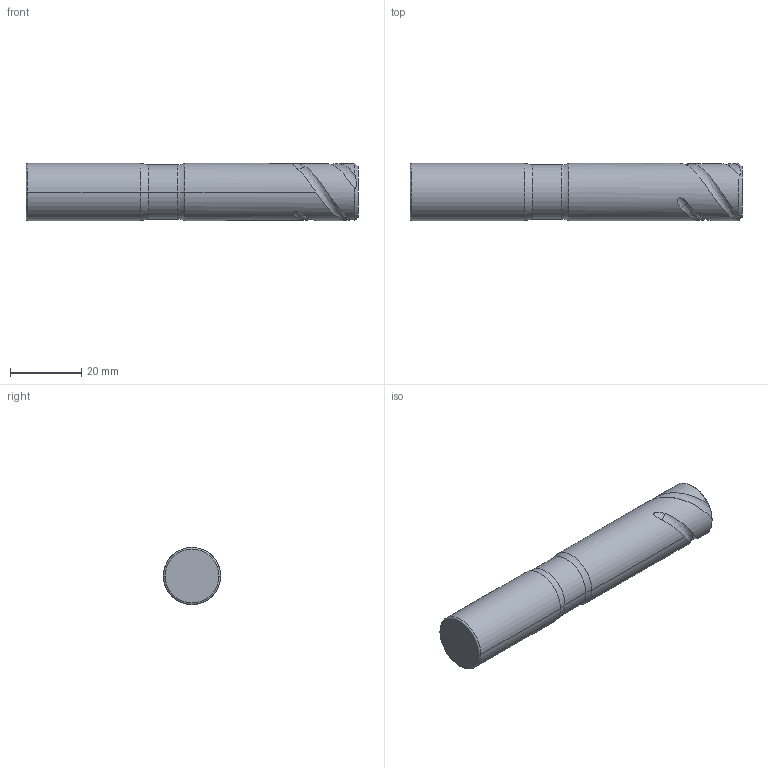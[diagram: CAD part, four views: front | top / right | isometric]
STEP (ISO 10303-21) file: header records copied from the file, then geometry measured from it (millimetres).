
FILE_DESCRIPTION((''),'2;1');
FILE_NAME('HA_FRAESER_D16_R0_5','2015-03-30T',('ha'),(''),'PRO/ENGINEER BY PARAMETRIC TECHNOLOGY CORPORATION, 2011490','PRO/ENGINEER BY PARAMETRIC TECHNOLOGY CORPORATION, 2011490','');
FILE_SCHEMA(('CONFIG_CONTROL_DESIGN'));
Length unit declared in the file: millimetre
Products named in the file (1): HA_FRAESER_D16_R0_5
Bounding box: 93 x 16 x 16 mm (x, y, z)
Volume: 18391.6 mm3; surface area: 5026.1 mm2
Topology: 1 solids, 1 shells, 22 faces, 53 edges, 33 vertices
Faces by surface type: torus 7, cylinder 6, cone 4, bspline 3, plane 2
Entity records: 1509 total; most frequent: CARTESIAN_POINT 984, ORIENTED_EDGE 106, DIRECTION 94, EDGE_CURVE 53, AXIS2_PLACEMENT_3D 42, VERTEX_POINT 33, CIRCLE 23, EDGE_LOOP 22
